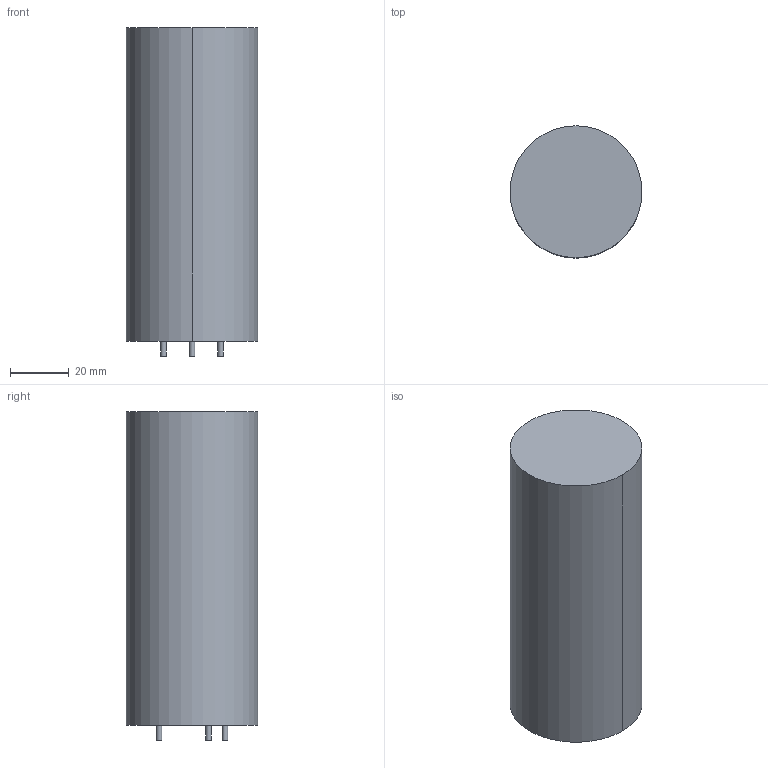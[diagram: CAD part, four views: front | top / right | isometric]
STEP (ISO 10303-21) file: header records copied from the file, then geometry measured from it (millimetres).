
FILE_DESCRIPTION(('FreeCAD Model'),'2;1');
FILE_NAME('1866480.1.1.stp','2020-04-10T18:17:45',( 'Author'),(''),'Open CASCADE STEP processor 6.9','FreeCAD','Unknown' );
FILE_SCHEMA(('AUTOMOTIVE_DESIGN { 1 0 10303 214 1 1 1 1 }'));
Length unit declared in the file: millimetre
Products named in the file (3): ASSEMBLY; Body; Leads
Assembly tree (5 placements, depth 2):
  ASSEMBLY
    Body
    Leads  x4
Bounding box: 45 x 45 x 112.1 mm (x, y, z)
Volume: 170407.5 mm3; surface area: 18885.4 mm2
Topology: 17 solids, 19 shells, 54 faces, 54 edges, 36 vertices
Faces by surface type: plane 36, cylinder 18
Full cylindrical faces by diameter (mm): 1.9 x16
Entity records: 759 total; most frequent: DIRECTION 126, CARTESIAN_POINT 102, ORIENTED_EDGE 48, PCURVE 44, DEFINITIONAL_REPRESENTATION 44, LINE 42, VECTOR 42, AXIS2_PLACEMENT_3D 36
